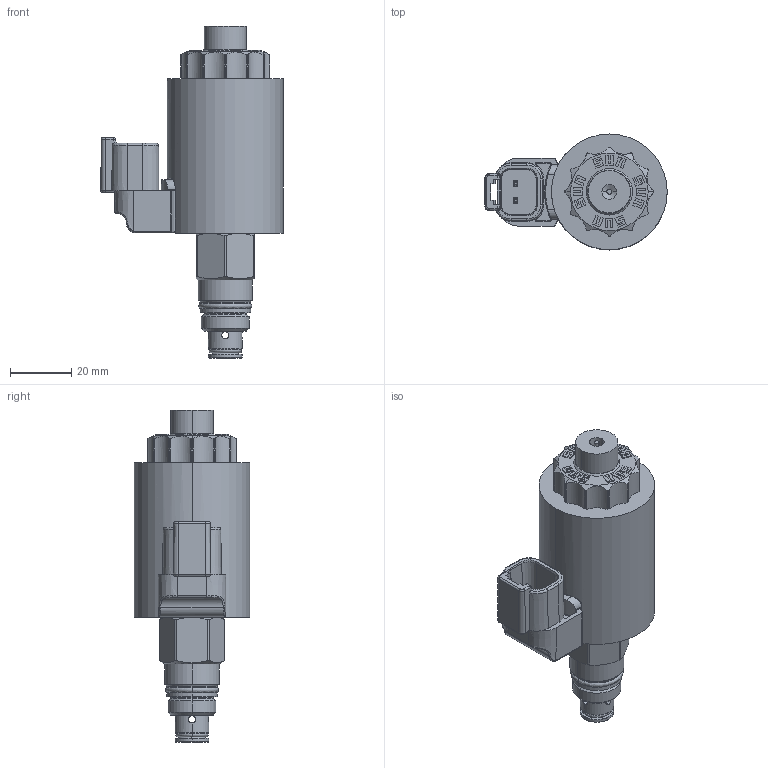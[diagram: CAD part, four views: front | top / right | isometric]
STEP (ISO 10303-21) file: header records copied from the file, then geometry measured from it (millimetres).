
FILE_DESCRIPTION((''),'2;1');
FILE_NAME('DTAF-MHN912_PRT','2018-09-10T',('Administrator'),(''),'PRO/ENGINEER BY PARAMETRIC TECHNOLOGY CORPORATION, 2006240','PRO/ENGINEER BY PARAMETRIC TECHNOLOGY CORPORATION, 2006240','');
FILE_SCHEMA(('CONFIG_CONTROL_DESIGN'));
Length unit declared in the file: inch
Products named in the file (1): DTAF-MHN912_PRT
Bounding box: 59.75 x 37.91 x 108.74 mm (x, y, z)
Volume: 74534 mm3; surface area: 39212.4 mm2
Topology: 6 solids, 6 shells, 747 faces, 1918 edges, 1224 vertices
Faces by surface type: plane 308, cylinder 227, cone 95, torus 91, bspline 14, revolution 8, sphere 4
Entity records: 25762 total; most frequent: CARTESIAN_POINT 7548, ORIENTED_EDGE 3828, DIRECTION 3826, EDGE_CURVE 1914, AXIS2_PLACEMENT_3D 1461, VERTEX_POINT 1223, VECTOR 896, LINE 896
